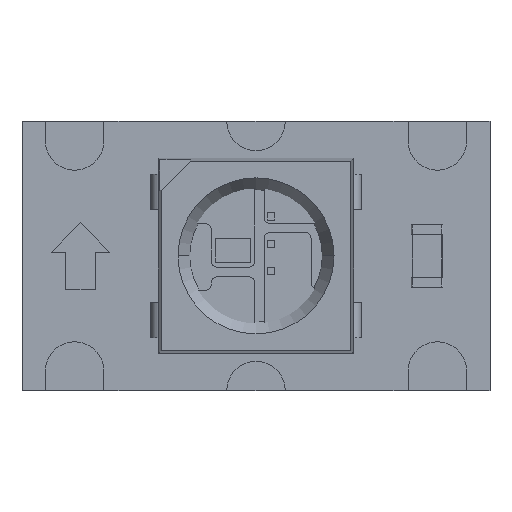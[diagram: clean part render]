
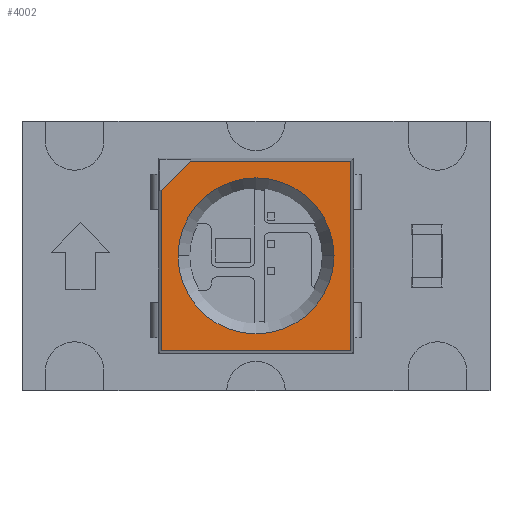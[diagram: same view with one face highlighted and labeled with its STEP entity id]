
A CAD part, top view. The second image highlights one B-rep face of the part: STEP entity #4002.
In plain terms, the highlighted planar face has unit normal (0, 0, 1).
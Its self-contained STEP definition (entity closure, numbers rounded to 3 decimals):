
#193 = VERTEX_POINT ( 'NONE', #9152 ) ;
#420 = VERTEX_POINT ( 'NONE', #5745 ) ;
#422 = EDGE_CURVE ( 'NONE', #3663, #4207, #8147, .T. ) ;
#1095 = ORIENTED_EDGE ( 'NONE', *, *, #422, .T. ) ;
#1132 = EDGE_CURVE ( 'NONE', #7763, #5066, #2778, .T. ) ;
#1169 = FACE_BOUND ( 'NONE', #7092, .T. ) ;
#1231 = DIRECTION ( 'NONE',  ( 0., -1., 0. ) ) ;
#1521 = DIRECTION ( 'NONE',  ( 0., 0., -1. ) ) ;
#1553 = ORIENTED_EDGE ( 'NONE', *, *, #7523, .T. ) ;
#1629 = DIRECTION ( 'NONE',  ( 0.707, 0.707, 0. ) ) ;
#1686 = ORIENTED_EDGE ( 'NONE', *, *, #1132, .T. ) ;
#1783 = VERTEX_POINT ( 'NONE', #3686 ) ;
#2071 = ORIENTED_EDGE ( 'NONE', *, *, #3026, .T. ) ;
#2221 = DIRECTION ( 'NONE',  ( 0., 0., -1. ) ) ;
#2284 = DIRECTION ( 'NONE',  ( 1., 0., 0. ) ) ;
#2461 = EDGE_LOOP ( 'NONE', ( #8343, #1553, #7895, #1095, #8388 ) ) ;
#2479 = CARTESIAN_POINT ( 'NONE',  ( -1.68, 2.43, 0.8 ) ) ;
#2778 = CIRCLE ( 'NONE', #6663, 2. ) ;
#2811 = CARTESIAN_POINT ( 'NONE',  ( 2., 0., 0.8 ) ) ;
#2854 = CARTESIAN_POINT ( 'NONE',  ( 2.5, 2.43, 0.8 ) ) ;
#2868 = DIRECTION ( 'NONE',  ( 1., 0., 0. ) ) ;
#2895 = AXIS2_PLACEMENT_3D ( 'NONE', #5921, #2221, #2868 ) ;
#2990 = CARTESIAN_POINT ( 'NONE',  ( 2.5, -2.43, 0.8 ) ) ;
#3026 = EDGE_CURVE ( 'NONE', #5066, #7763, #7613, .T. ) ;
#3055 = CARTESIAN_POINT ( 'NONE',  ( 2.43, 2.43, 0.8 ) ) ;
#3601 = CARTESIAN_POINT ( 'NONE',  ( 2.43, -2.5, 0.8 ) ) ;
#3663 = VERTEX_POINT ( 'NONE', #8770 ) ;
#3686 = CARTESIAN_POINT ( 'NONE',  ( -2.43, 1.68, 0.8 ) ) ;
#3700 = LINE ( 'NONE', #2854, #4863 ) ;
#4002 = ADVANCED_FACE ( 'NONE', ( #5072, #1169 ), #6224, .T. ) ;
#4207 = VERTEX_POINT ( 'NONE', #3055 ) ;
#4268 = DIRECTION ( 'NONE',  ( 0., 1., 0. ) ) ;
#4301 = VECTOR ( 'NONE', #2284, 1000. ) ;
#4348 = DIRECTION ( 'NONE',  ( 1., 0., 0. ) ) ;
#4863 = VECTOR ( 'NONE', #5040, 1000. ) ;
#5040 = DIRECTION ( 'NONE',  ( -1., 0., 0. ) ) ;
#5066 = VERTEX_POINT ( 'NONE', #2811 ) ;
#5072 = FACE_OUTER_BOUND ( 'NONE', #2461, .T. ) ;
#5309 = VECTOR ( 'NONE', #4268, 1000. ) ;
#5553 = CARTESIAN_POINT ( 'NONE',  ( 0., 0., 0.8 ) ) ;
#5745 = CARTESIAN_POINT ( 'NONE',  ( -2.43, -2.43, 0.8 ) ) ;
#5921 = CARTESIAN_POINT ( 'NONE',  ( 0., 0., 0.8 ) ) ;
#6224 = PLANE ( 'NONE',  #7878 ) ;
#6281 = LINE ( 'NONE', #2990, #4301 ) ;
#6663 = AXIS2_PLACEMENT_3D ( 'NONE', #8722, #1521, #4348 ) ;
#6841 = EDGE_CURVE ( 'NONE', #4207, #193, #3700, .T. ) ;
#6857 = CARTESIAN_POINT ( 'NONE',  ( -2., 0., 0.8 ) ) ;
#7023 = LINE ( 'NONE', #2479, #7584 ) ;
#7092 = EDGE_LOOP ( 'NONE', ( #2071, #1686 ) ) ;
#7523 = EDGE_CURVE ( 'NONE', #1783, #420, #7811, .T. ) ;
#7584 = VECTOR ( 'NONE', #1629, 1000. ) ;
#7613 = CIRCLE ( 'NONE', #2895, 2. ) ;
#7763 = VERTEX_POINT ( 'NONE', #6857 ) ;
#7811 = LINE ( 'NONE', #8615, #8036 ) ;
#7840 = EDGE_CURVE ( 'NONE', #1783, #193, #7023, .T. ) ;
#7878 = AXIS2_PLACEMENT_3D ( 'NONE', #5553, #8293, #8396 ) ;
#7895 = ORIENTED_EDGE ( 'NONE', *, *, #8290, .T. ) ;
#8036 = VECTOR ( 'NONE', #1231, 1000. ) ;
#8147 = LINE ( 'NONE', #3601, #5309 ) ;
#8290 = EDGE_CURVE ( 'NONE', #420, #3663, #6281, .T. ) ;
#8293 = DIRECTION ( 'NONE',  ( 0., 0., 1. ) ) ;
#8343 = ORIENTED_EDGE ( 'NONE', *, *, #7840, .F. ) ;
#8388 = ORIENTED_EDGE ( 'NONE', *, *, #6841, .T. ) ;
#8396 = DIRECTION ( 'NONE',  ( 1., 0., 0. ) ) ;
#8615 = CARTESIAN_POINT ( 'NONE',  ( -2.43, -2.5, 0.8 ) ) ;
#8722 = CARTESIAN_POINT ( 'NONE',  ( 0., 0., 0.8 ) ) ;
#8770 = CARTESIAN_POINT ( 'NONE',  ( 2.43, -2.43, 0.8 ) ) ;
#9152 = CARTESIAN_POINT ( 'NONE',  ( -1.68, 2.43, 0.8 ) ) ;
